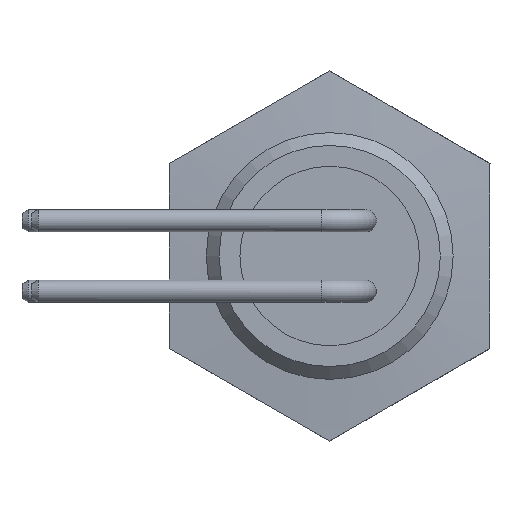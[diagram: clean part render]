
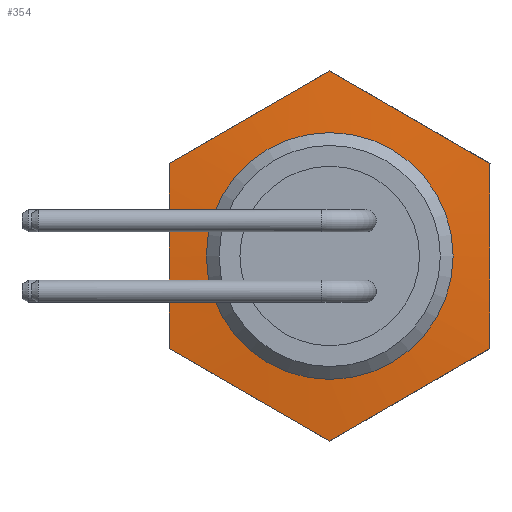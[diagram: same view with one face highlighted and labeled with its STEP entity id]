
A CAD part, left-side view. The second image highlights one B-rep face of the part: STEP entity #354.
In plain terms, the highlighted conical face has half-angle 85 degrees and reference radius 9.13 mm.
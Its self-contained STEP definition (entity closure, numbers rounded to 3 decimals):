
#68=CONICAL_SURFACE('',#1717,9.13,85.);
#150=FACE_BOUND('',#612,.T.);
#151=FACE_BOUND('',#613,.T.);
#239=CIRCLE('',#1693,3.85);
#354=ADVANCED_FACE('',(#150,#151),#68,.T.);
#612=EDGE_LOOP('',(#1020));
#613=EDGE_LOOP('',(#1021,#1022,#1023,#1024,#1025,#1026));
#688=B_SPLINE_CURVE_WITH_KNOTS('',3,(#2600,#2601,#2602,#2603,#2604,#2605,
#2606),.UNSPECIFIED.,.F.,.F.,(4,3,4),(0.,0.876,1.),
 .UNSPECIFIED.);
#690=B_SPLINE_CURVE_WITH_KNOTS('',3,(#2652,#2653,#2654,#2655),
 .UNSPECIFIED.,.F.,.F.,(4,4),(0.,1.),.UNSPECIFIED.);
#692=B_SPLINE_CURVE_WITH_KNOTS('',3,(#2663,#2664,#2665,#2666),
 .UNSPECIFIED.,.F.,.F.,(4,4),(0.,1.),.UNSPECIFIED.);
#694=B_SPLINE_CURVE_WITH_KNOTS('',3,(#2674,#2675,#2676,#2677,#2678,#2679,
#2680),.UNSPECIFIED.,.F.,.F.,(4,3,4),(0.,0.124,1.),
 .UNSPECIFIED.);
#696=B_SPLINE_CURVE_WITH_KNOTS('',3,(#2688,#2689,#2690,#2691),
 .UNSPECIFIED.,.F.,.F.,(4,4),(0.,1.),.UNSPECIFIED.);
#698=B_SPLINE_CURVE_WITH_KNOTS('',3,(#2699,#2700,#2701,#2702),
 .UNSPECIFIED.,.F.,.F.,(4,4),(0.,1.),.UNSPECIFIED.);
#1020=ORIENTED_EDGE('',*,*,#1357,.F.);
#1021=ORIENTED_EDGE('',*,*,#1394,.F.);
#1022=ORIENTED_EDGE('',*,*,#1391,.F.);
#1023=ORIENTED_EDGE('',*,*,#1388,.F.);
#1024=ORIENTED_EDGE('',*,*,#1385,.F.);
#1025=ORIENTED_EDGE('',*,*,#1382,.F.);
#1026=ORIENTED_EDGE('',*,*,#1362,.F.);
#1176=VERTEX_POINT('',#2586);
#1181=VERTEX_POINT('',#2599);
#1182=VERTEX_POINT('',#2607);
#1198=VERTEX_POINT('',#2656);
#1199=VERTEX_POINT('',#2667);
#1200=VERTEX_POINT('',#2681);
#1201=VERTEX_POINT('',#2692);
#1357=EDGE_CURVE('',#1176,#1176,#239,.T.);
#1362=EDGE_CURVE('',#1181,#1182,#688,.T.);
#1382=EDGE_CURVE('',#1182,#1198,#690,.T.);
#1385=EDGE_CURVE('',#1198,#1199,#692,.T.);
#1388=EDGE_CURVE('',#1199,#1200,#694,.T.);
#1391=EDGE_CURVE('',#1200,#1201,#696,.T.);
#1394=EDGE_CURVE('',#1201,#1181,#698,.T.);
#1693=AXIS2_PLACEMENT_3D('',#2585,#2055,#2056);
#1717=AXIS2_PLACEMENT_3D('',#2709,#2121,#2122);
#2055=DIRECTION('',(-1.,0.,0.));
#2056=DIRECTION('',(0.,0.,1.));
#2121=DIRECTION('',(1.,0.,0.));
#2122=DIRECTION('',(0.,0.,-1.));
#2585=CARTESIAN_POINT('',(1.3,0.,0.));
#2586=CARTESIAN_POINT('',(1.3,0.,3.85));
#2599=CARTESIAN_POINT('',(1.468,-5.,2.887));
#2600=CARTESIAN_POINT('',(1.468,-5.,2.887));
#2601=CARTESIAN_POINT('',(1.395,-5.,1.203));
#2602=CARTESIAN_POINT('',(1.381,-5.,-0.484));
#2603=CARTESIAN_POINT('',(1.44,-5.,-2.168));
#2604=CARTESIAN_POINT('',(1.448,-5.,-2.408));
#2605=CARTESIAN_POINT('',(1.458,-5.,-2.647));
#2606=CARTESIAN_POINT('',(1.468,-5.,-2.887));
#2607=CARTESIAN_POINT('',(1.468,-5.,-2.887));
#2652=CARTESIAN_POINT('',(1.468,-5.,-2.887));
#2653=CARTESIAN_POINT('',(1.384,-3.335,-3.848));
#2654=CARTESIAN_POINT('',(1.384,-1.665,-4.812));
#2655=CARTESIAN_POINT('',(1.468,0.,-5.774));
#2656=CARTESIAN_POINT('',(1.468,0.,-5.774));
#2663=CARTESIAN_POINT('',(1.468,0.,-5.774));
#2664=CARTESIAN_POINT('',(1.384,1.665,-4.812));
#2665=CARTESIAN_POINT('',(1.384,3.335,-3.848));
#2666=CARTESIAN_POINT('',(1.468,5.,-2.887));
#2667=CARTESIAN_POINT('',(1.468,5.,-2.887));
#2674=CARTESIAN_POINT('',(1.468,5.,-2.887));
#2675=CARTESIAN_POINT('',(1.458,5.,-2.647));
#2676=CARTESIAN_POINT('',(1.448,5.,-2.408));
#2677=CARTESIAN_POINT('',(1.44,5.,-2.168));
#2678=CARTESIAN_POINT('',(1.381,5.,-0.484));
#2679=CARTESIAN_POINT('',(1.395,5.,1.203));
#2680=CARTESIAN_POINT('',(1.468,5.,2.887));
#2681=CARTESIAN_POINT('',(1.468,5.,2.887));
#2688=CARTESIAN_POINT('',(1.468,5.,2.887));
#2689=CARTESIAN_POINT('',(1.384,3.335,3.848));
#2690=CARTESIAN_POINT('',(1.384,1.665,4.812));
#2691=CARTESIAN_POINT('',(1.468,0.,5.774));
#2692=CARTESIAN_POINT('',(1.468,0.,5.774));
#2699=CARTESIAN_POINT('',(1.468,0.,5.774));
#2700=CARTESIAN_POINT('',(1.384,-1.665,4.812));
#2701=CARTESIAN_POINT('',(1.384,-3.335,3.848));
#2702=CARTESIAN_POINT('',(1.468,-5.,2.887));
#2709=CARTESIAN_POINT('',(1.762,0.,0.));
